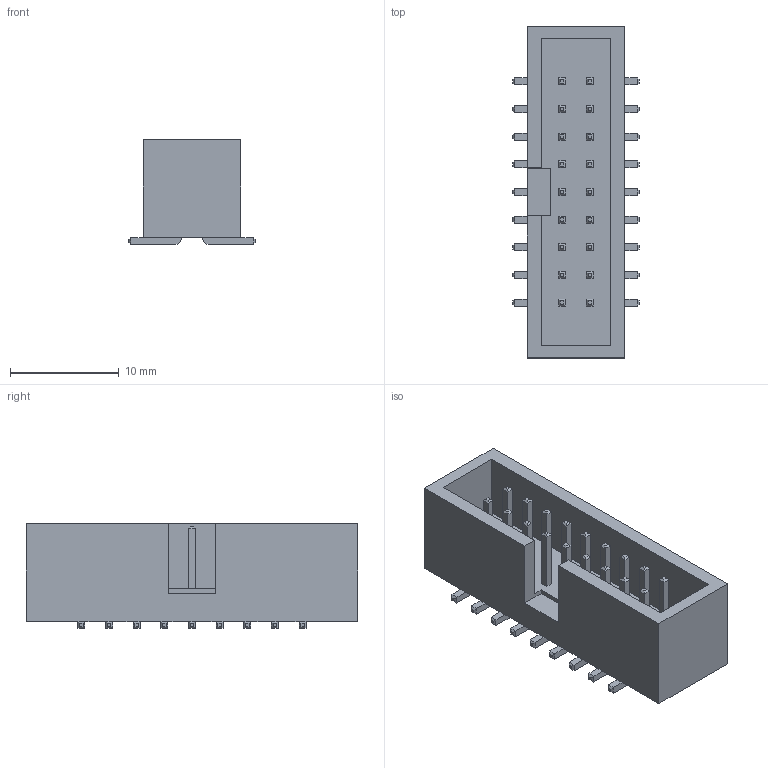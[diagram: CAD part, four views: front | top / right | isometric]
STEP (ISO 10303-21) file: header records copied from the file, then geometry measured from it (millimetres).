
FILE_DESCRIPTION(/* description */ ('model of IDC-Header_2x09_P2.54mm_Vertical_SMD'),/* implementation_level */ '2;1');
FILE_NAME(/* name */ 'IDC-Header_2x09_P2.54mm_Vertical_SMD.step',/* time_stamp */ '2024-03-28T10:41:42',/* author */ ('KiCAD','kicad'),/* organization */ ('OCCT'),/* preprocessor_version */ '',/* originating_system */ 'KiCAD',/* authorisation */ '');
FILE_SCHEMA(('AUTOMOTIVE_DESIGN { 1 0 10303 214 1 1 1 1 }'));
Length unit declared in the file: millimetre
Products named in the file (1): IDC-Header_2x09_P2.54mm_Vertical_SMD
Bounding box: 11.6 x 30.48 x 9.64 mm (x, y, z)
Volume: 1418.4 mm3; surface area: 2037.6 mm2
Topology: 1 solids, 1 shells, 358 faces, 870 edges, 532 vertices
Faces by surface type: plane 340, cylinder 18
Entity records: 14305 total; most frequent: CARTESIAN_POINT 1761, ORIENTED_EDGE 1740, DIRECTION 1624, EDGE_CURVE 870, LINE 834, VECTOR 834, VERTEX_POINT 532, PRESENTATION_STYLE_ASSIGNMENT 466
